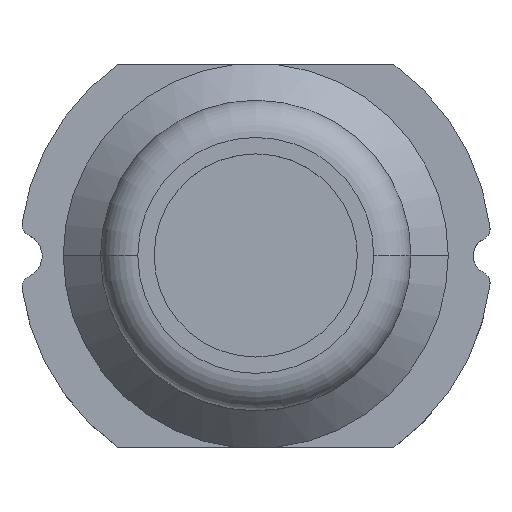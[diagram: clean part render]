
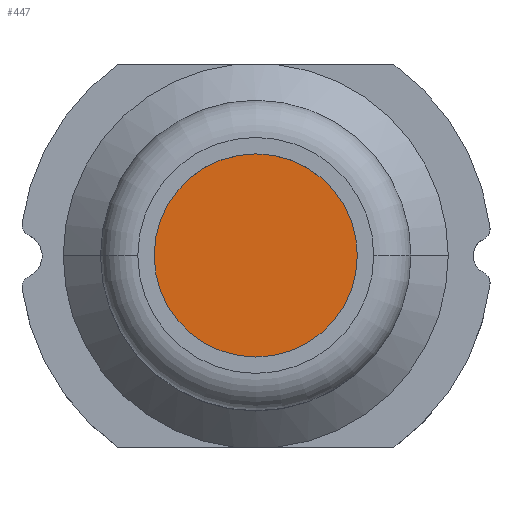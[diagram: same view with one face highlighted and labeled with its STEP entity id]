
A CAD part, top view. The second image highlights one B-rep face of the part: STEP entity #447.
In plain terms, the highlighted planar face has unit normal (0, 0, 1).
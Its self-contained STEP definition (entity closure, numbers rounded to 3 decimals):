
#23 = CARTESIAN_POINT ( 'NONE',  ( 0.818, 0., 2.95 ) ) ;
#31 = ORIENTED_EDGE ( 'NONE', *, *, #1496, .T. ) ;
#124 = ORIENTED_EDGE ( 'NONE', *, *, #324, .T. ) ;
#145 = CIRCLE ( 'NONE', #373, 0.818 ) ;
#192 = CARTESIAN_POINT ( 'NONE',  ( 0., 0., 2.95 ) ) ;
#256 = VERTEX_POINT ( 'NONE', #515 ) ;
#324 = EDGE_CURVE ( 'NONE', #256, #1458, #145, .T. ) ;
#372 = DIRECTION ( 'NONE',  ( 0., 0., 1. ) ) ;
#373 = AXIS2_PLACEMENT_3D ( 'NONE', #1808, #372, #1356 ) ;
#447 = ADVANCED_FACE ( 'NONE', ( #1590 ), #465, .T. ) ;
#465 = PLANE ( 'NONE',  #1084 ) ;
#515 = CARTESIAN_POINT ( 'NONE',  ( -0.818, 0., 2.95 ) ) ;
#700 = DIRECTION ( 'NONE',  ( 1., 0., 0. ) ) ;
#760 = DIRECTION ( 'NONE',  ( 0., 0., 1. ) ) ;
#876 = DIRECTION ( 'NONE',  ( 1., 0., 0. ) ) ;
#1080 = EDGE_LOOP ( 'NONE', ( #31, #124 ) ) ;
#1084 = AXIS2_PLACEMENT_3D ( 'NONE', #192, #760, #876 ) ;
#1356 = DIRECTION ( 'NONE',  ( 1., 0., 0. ) ) ;
#1414 = CARTESIAN_POINT ( 'NONE',  ( 0., 0., 2.95 ) ) ;
#1458 = VERTEX_POINT ( 'NONE', #23 ) ;
#1479 = CIRCLE ( 'NONE', #1703, 0.818 ) ;
#1496 = EDGE_CURVE ( 'NONE', #1458, #256, #1479, .T. ) ;
#1569 = DIRECTION ( 'NONE',  ( 0., 0., 1. ) ) ;
#1590 = FACE_OUTER_BOUND ( 'NONE', #1080, .T. ) ;
#1703 = AXIS2_PLACEMENT_3D ( 'NONE', #1414, #1569, #700 ) ;
#1808 = CARTESIAN_POINT ( 'NONE',  ( 0., 0., 2.95 ) ) ;
